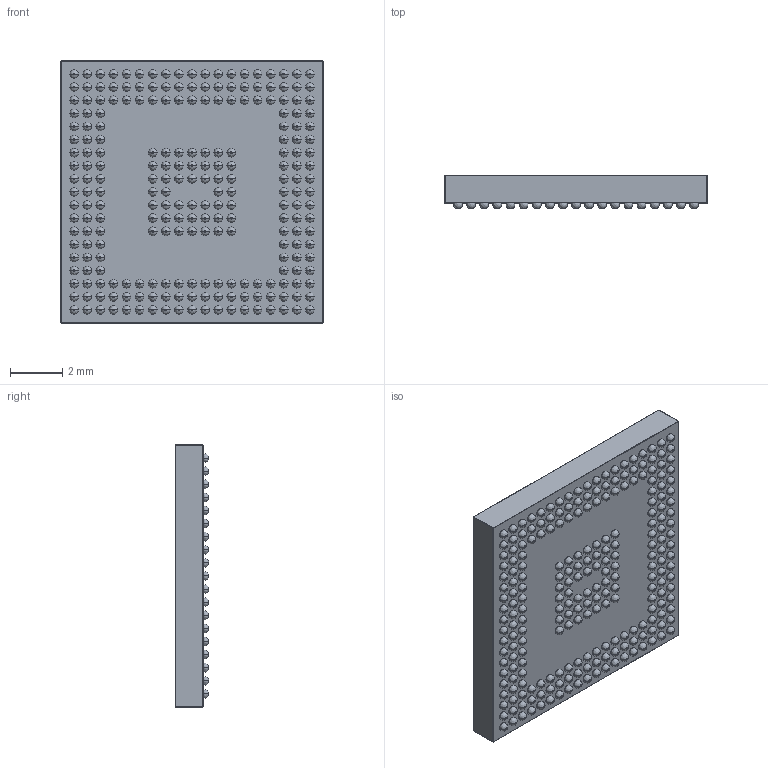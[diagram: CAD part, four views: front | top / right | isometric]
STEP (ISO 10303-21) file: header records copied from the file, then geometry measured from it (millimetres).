
FILE_DESCRIPTION (( 'STEP AP214' ), '1' );
FILE_NAME ('User Library-BGA CPG236.STEP', '2020-06-22T12:59:48', ( '' ), ( '' ), 'SwSTEP 2.0', 'SolidWorks 2019', '' );
FILE_SCHEMA (( 'AUTOMOTIVE_DESIGN' ));
Length unit declared in the file: millimetre
Products named in the file (3): Ball; User Library-BGA CPG236; Body
Assembly tree (239 placements, depth 2):
  User Library-BGA CPG236
    Body
    Ball  x238
Bounding box: 10 x 1.28 x 10 mm (x, y, z)
Volume: 109.5 mm3; surface area: 316.3 mm2
Topology: 239 solids, 239 shells, 1459 faces, 2446 edges, 1458 vertices
Faces by surface type: bspline 962, plane 483, cylinder 14
Entity records: 3463 total; most frequent: DIRECTION 632, CARTESIAN_POINT 605, AXIS2_PLACEMENT_3D 303, PRODUCT_DEFINITION_SHAPE 242, ITEM_DEFINED_TRANSFORMATION 239, CONTEXT_DEPENDENT_SHAPE_REPRESENTATION 239, NEXT_ASSEMBLY_USAGE_OCCURRENCE 239, ORIENTED_EDGE 136
